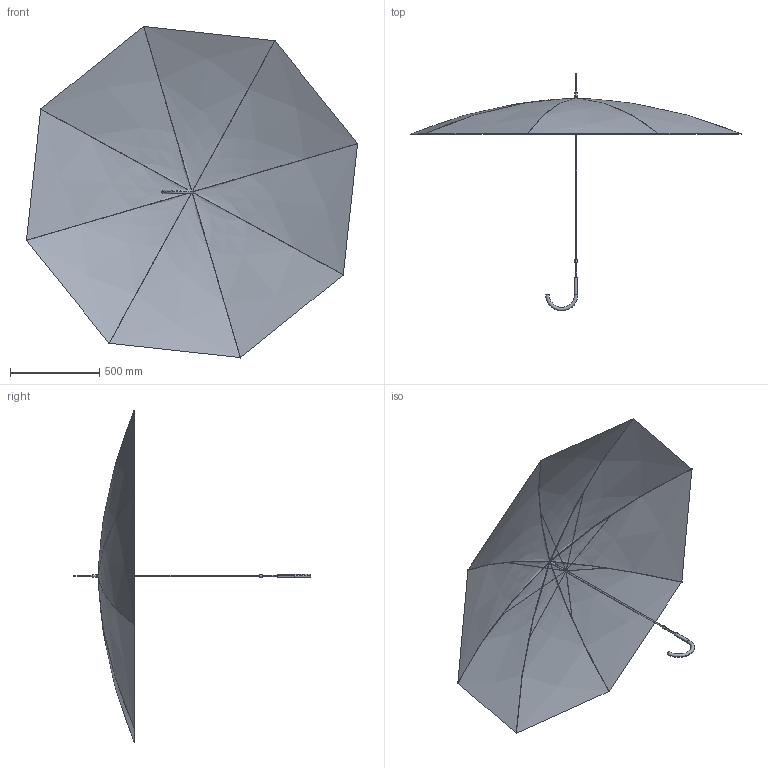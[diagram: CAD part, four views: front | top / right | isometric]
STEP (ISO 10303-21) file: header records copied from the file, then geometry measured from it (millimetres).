
FILE_DESCRIPTION (( 'STEP AP214' ), '1' );
FILE_NAME ('Umbrella.STEP', '2019-06-16T17:51:10', ( '' ), ( '' ), 'SwSTEP 2.0', 'SolidWorks 2018', '' );
FILE_SCHEMA (( 'AUTOMOTIVE_DESIGN' ));
Length unit declared in the file: millimetre
Products named in the file (7): Empujador; Varilla corta; Umbrella; Tela; Palo paraguas; Varilla larga; Empujador inferior
Assembly tree (20 placements, depth 2):
  Umbrella
    Palo paraguas
    Empujador
    Varilla larga  x8
    Varilla corta  x8
    Empujador inferior
    Tela
Bounding box: 1863.46 x 1335 x 1863.46 mm (x, y, z)
Volume: 216389.5 mm3; surface area: 2872241.7 mm2
Topology: 19 solids, 27 shells, 596 faces, 1402 edges, 905 vertices
Faces by surface type: cylinder 364, plane 172, bspline 42, sphere 16, torus 2
Entity records: 14925 total; most frequent: CARTESIAN_POINT 2728, DIRECTION 1813, ORIENTED_EDGE 1540, EDGE_CURVE 786, AXIS2_PLACEMENT_3D 759, VERTEX_POINT 510, EDGE_LOOP 442, CIRCLE 391
